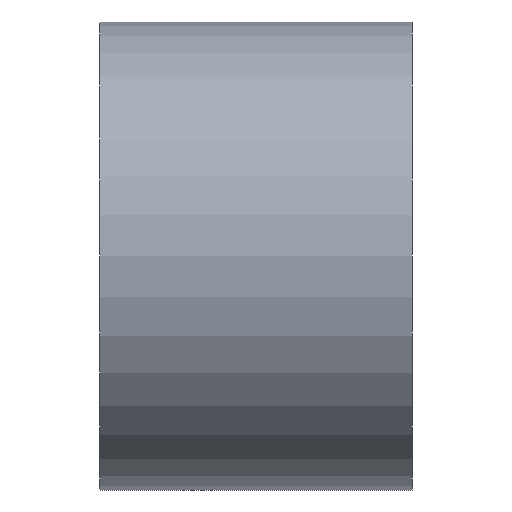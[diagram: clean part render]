
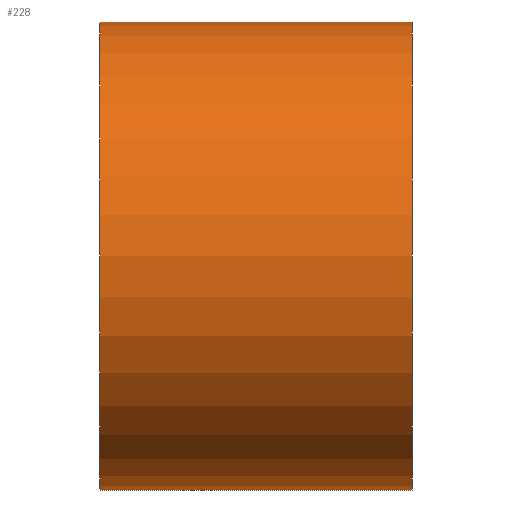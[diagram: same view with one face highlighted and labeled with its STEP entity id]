
A CAD part, left-side view. The second image highlights one B-rep face of the part: STEP entity #228.
In plain terms, the highlighted cylindrical face has radius 2286 mm (diameter 4572 mm), a partial arc.
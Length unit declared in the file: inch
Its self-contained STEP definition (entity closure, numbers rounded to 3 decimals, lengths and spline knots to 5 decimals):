
#13 = DIRECTION ( 'NONE',  ( 0., 1., 0. ) ) ;
#17 = CARTESIAN_POINT ( 'NONE',  ( -54., 0., 90. ) ) ;
#19 = ORIENTED_EDGE ( 'NONE', *, *, #244, .F. ) ;
#31 = LINE ( 'NONE', #47, #254 ) ;
#32 = LINE ( 'NONE', #17, #177 ) ;
#38 = EDGE_LOOP ( 'NONE', ( #60, #19, #50, #46 ) ) ;
#43 = CARTESIAN_POINT ( 'NONE',  ( -54., 120., 90. ) ) ;
#46 = ORIENTED_EDGE ( 'NONE', *, *, #237, .T. ) ;
#47 = CARTESIAN_POINT ( 'NONE',  ( -54., 0., -90. ) ) ;
#50 = ORIENTED_EDGE ( 'NONE', *, *, #239, .T. ) ;
#60 = ORIENTED_EDGE ( 'NONE', *, *, #231, .F. ) ;
#61 = CARTESIAN_POINT ( 'NONE',  ( -54., 120., 0. ) ) ;
#62 = CARTESIAN_POINT ( 'NONE',  ( -54., 0., 0. ) ) ;
#63 = CYLINDRICAL_SURFACE ( 'NONE', #179, 90. ) ;
#64 = DIRECTION ( 'NONE',  ( 0., 0., 1. ) ) ;
#69 = VERTEX_POINT ( 'NONE', #43 ) ;
#76 = VERTEX_POINT ( 'NONE', #104 ) ;
#81 = VERTEX_POINT ( 'NONE', #83 ) ;
#83 = CARTESIAN_POINT ( 'NONE',  ( -54., 0., 90. ) ) ;
#98 = CARTESIAN_POINT ( 'NONE',  ( -54., 0., -90. ) ) ;
#99 = VERTEX_POINT ( 'NONE', #98 ) ;
#104 = CARTESIAN_POINT ( 'NONE',  ( -54., 120., -90. ) ) ;
#115 = DIRECTION ( 'NONE',  ( 0., 1., 0. ) ) ;
#119 = DIRECTION ( 'NONE',  ( 0., 1., 0. ) ) ;
#138 = DIRECTION ( 'NONE',  ( 0., 0., 1. ) ) ;
#139 = DIRECTION ( 'NONE',  ( 0., 1., 0. ) ) ;
#148 = CARTESIAN_POINT ( 'NONE',  ( -54., 0., 0. ) ) ;
#149 = DIRECTION ( 'NONE',  ( 0., 1., 0. ) ) ;
#150 = DIRECTION ( 'NONE',  ( 0., 0., 1. ) ) ;
#165 = FACE_OUTER_BOUND ( 'NONE', #38, .T. ) ;
#177 = VECTOR ( 'NONE', #13, 39.37008 ) ;
#179 = AXIS2_PLACEMENT_3D ( 'NONE', #62, #115, #64 ) ;
#182 = AXIS2_PLACEMENT_3D ( 'NONE', #61, #139, #138 ) ;
#184 = CIRCLE ( 'NONE', #182, 90. ) ;
#228 = ADVANCED_FACE ( 'NONE', ( #165 ), #63, .T. ) ;
#231 = EDGE_CURVE ( 'NONE', #76, #69, #184, .T. ) ;
#237 = EDGE_CURVE ( 'NONE', #81, #69, #32, .T. ) ;
#239 = EDGE_CURVE ( 'NONE', #99, #81, #260, .T. ) ;
#244 = EDGE_CURVE ( 'NONE', #99, #76, #31, .T. ) ;
#254 = VECTOR ( 'NONE', #119, 39.37008 ) ;
#258 = AXIS2_PLACEMENT_3D ( 'NONE', #148, #149, #150 ) ;
#260 = CIRCLE ( 'NONE', #258, 90. ) ;
